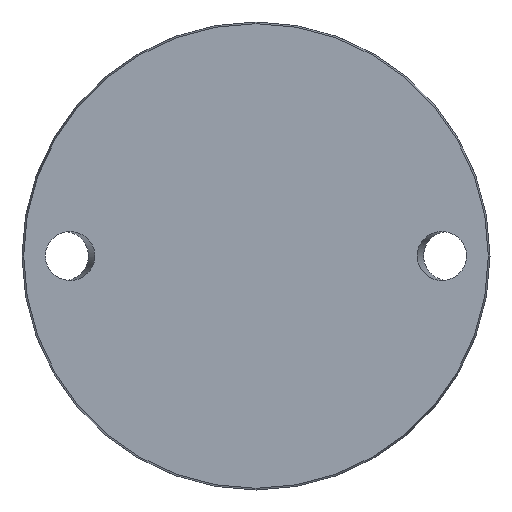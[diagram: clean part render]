
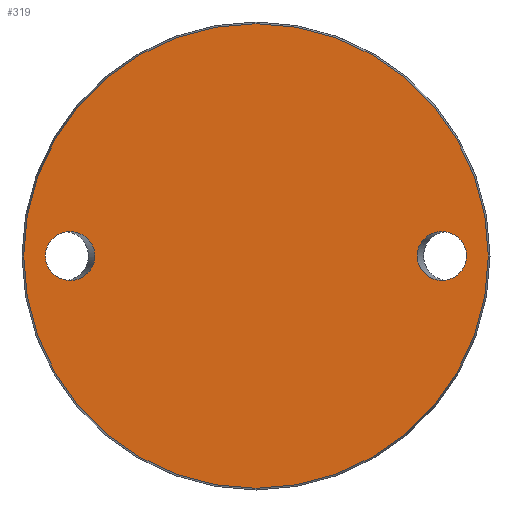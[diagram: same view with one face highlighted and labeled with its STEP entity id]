
A CAD part, front view. The second image highlights one B-rep face of the part: STEP entity #319.
In plain terms, the highlighted planar face has unit normal (0, -1, 0).
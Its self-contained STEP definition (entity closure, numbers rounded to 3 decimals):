
#1 = EDGE_LOOP ( 'NONE', ( #421 ) ) ;
#41 = CARTESIAN_POINT ( 'NONE',  ( 54.385, 0., 16.5 ) ) ;
#57 = PLANE ( 'NONE',  #598 ) ;
#90 = CARTESIAN_POINT ( 'NONE',  ( -54.385, 0., -16.5 ) ) ;
#102 = CARTESIAN_POINT ( 'NONE',  ( -54.385, 0., 0. ) ) ;
#118 = EDGE_CURVE ( 'NONE', #546, #546, #347, .T. ) ;
#187 = CIRCLE ( 'NONE', #765, 78.425 ) ;
#202 = CARTESIAN_POINT ( 'NONE',  ( 71.115, 0., -16.5 ) ) ;
#212 = FACE_BOUND ( 'NONE', #364, .T. ) ;
#268 = EDGE_LOOP ( 'NONE', ( #643 ) ) ;
#274 = CARTESIAN_POINT ( 'NONE',  ( 54.385, 0., -16.5 ) ) ;
#276 = DIRECTION ( 'NONE',  ( 0., 1., 0. ) ) ;
#312 = CARTESIAN_POINT ( 'NONE',  ( 54.385, 0., 0. ) ) ;
#319 = ADVANCED_FACE ( 'NONE', ( #212, #983, #823 ), #57, .F. ) ;
#325 = CARTESIAN_POINT ( 'NONE',  ( -71.115, 0., 0. ) ) ;
#347 =( BOUNDED_CURVE ( )  B_SPLINE_CURVE ( 3, ( #325, #870, #874, #102, #90, #703, #505 ),
 .UNSPECIFIED., .T., .F. ) 
 B_SPLINE_CURVE_WITH_KNOTS ( ( 4, 3, 4 ),
 ( 0., 3.142, 6.283 ),
 .UNSPECIFIED. ) 
 CURVE ( )  GEOMETRIC_REPRESENTATION_ITEM ( )  RATIONAL_B_SPLINE_CURVE ( ( 1., 0.333, 0.333, 1., 0.333, 0.333, 1. ) ) 
 REPRESENTATION_ITEM ( '' )  );
#364 = EDGE_LOOP ( 'NONE', ( #606 ) ) ;
#397 = CARTESIAN_POINT ( 'NONE',  ( 0., 0., 0. ) ) ;
#421 = ORIENTED_EDGE ( 'NONE', *, *, #910, .F. ) ;
#446 = CARTESIAN_POINT ( 'NONE',  ( -78.425, 0., 0. ) ) ;
#505 = CARTESIAN_POINT ( 'NONE',  ( -71.115, 0., 0. ) ) ;
#517 = DIRECTION ( 'NONE',  ( 0., 0., 1. ) ) ;
#546 = VERTEX_POINT ( 'NONE', #614 ) ;
#582 = CARTESIAN_POINT ( 'NONE',  ( 71.115, 0., 0. ) ) ;
#598 = AXIS2_PLACEMENT_3D ( 'NONE', #446, #276, #517 ) ;
#606 = ORIENTED_EDGE ( 'NONE', *, *, #118, .T. ) ;
#614 = CARTESIAN_POINT ( 'NONE',  ( -71.115, 0., 0. ) ) ;
#643 = ORIENTED_EDGE ( 'NONE', *, *, #664, .T. ) ;
#657 =( BOUNDED_CURVE ( )  B_SPLINE_CURVE ( 3, ( #968, #274, #202, #582, #892, #41, #743 ),
 .UNSPECIFIED., .T., .T. ) 
 B_SPLINE_CURVE_WITH_KNOTS ( ( 4, 3, 4 ),
 ( 0., 3.142, 6.283 ),
 .UNSPECIFIED. ) 
 CURVE ( )  GEOMETRIC_REPRESENTATION_ITEM ( )  RATIONAL_B_SPLINE_CURVE ( ( 1., 0.333, 0.333, 1., 0.333, 0.333, 1. ) ) 
 REPRESENTATION_ITEM ( '' )  );
#664 = EDGE_CURVE ( 'NONE', #763, #763, #187, .T. ) ;
#703 = CARTESIAN_POINT ( 'NONE',  ( -71.115, 0., -16.5 ) ) ;
#743 = CARTESIAN_POINT ( 'NONE',  ( 54.385, 0., 0. ) ) ;
#763 = VERTEX_POINT ( 'NONE', #774 ) ;
#765 = AXIS2_PLACEMENT_3D ( 'NONE', #397, #768, #773 ) ;
#768 = DIRECTION ( 'NONE',  ( 0., -1., 0. ) ) ;
#769 = VERTEX_POINT ( 'NONE', #312 ) ;
#773 = DIRECTION ( 'NONE',  ( 0., 0., -1. ) ) ;
#774 = CARTESIAN_POINT ( 'NONE',  ( 0., 0., -78.425 ) ) ;
#823 = FACE_OUTER_BOUND ( 'NONE', #268, .T. ) ;
#870 = CARTESIAN_POINT ( 'NONE',  ( -71.115, 0., 16.5 ) ) ;
#874 = CARTESIAN_POINT ( 'NONE',  ( -54.385, 0., 16.5 ) ) ;
#892 = CARTESIAN_POINT ( 'NONE',  ( 71.115, 0., 16.5 ) ) ;
#910 = EDGE_CURVE ( 'NONE', #769, #769, #657, .T. ) ;
#968 = CARTESIAN_POINT ( 'NONE',  ( 54.385, 0., 0. ) ) ;
#983 = FACE_BOUND ( 'NONE', #1, .T. ) ;
